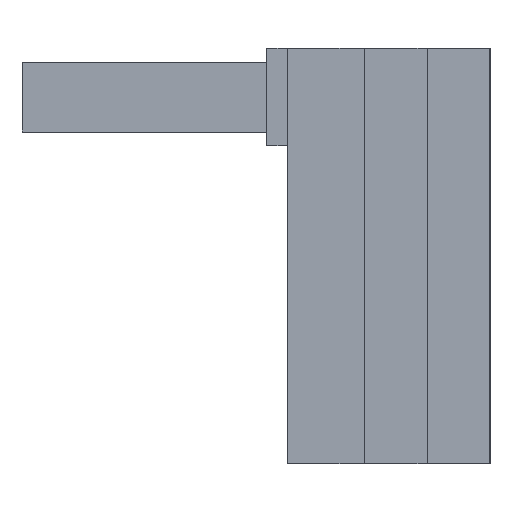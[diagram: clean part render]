
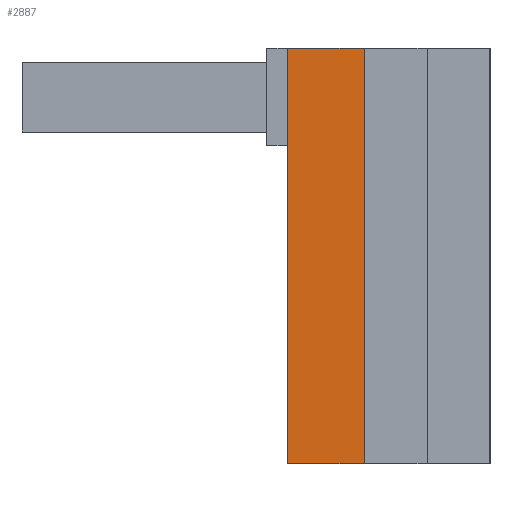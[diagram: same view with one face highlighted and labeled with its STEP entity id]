
A CAD part, left-side view. The second image highlights one B-rep face of the part: STEP entity #2887.
In plain terms, the highlighted planar face has unit normal (-1, 0, 0).
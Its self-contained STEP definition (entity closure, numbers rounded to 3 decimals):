
#2752=CARTESIAN_POINT('',(0.0,0.0,0.0));
#2753=VERTEX_POINT('',#2752);
#2760=CARTESIAN_POINT('',(0.0,-55.0,0.0));
#2761=VERTEX_POINT('',#2760);
#2762=CARTESIAN_POINT('',(0.0,-55.0,0.0));
#2763=DIRECTION('',(0.0,1.0,0.0));
#2764=VECTOR('',#2763,55.0);
#2765=LINE('',#2762,#2764);
#2766=EDGE_CURVE('',#2761,#2753,#2765,.T.);
#2846=CARTESIAN_POINT('',(0.0,-55.0,-297.5));
#2847=VERTEX_POINT('',#2846);
#2848=CARTESIAN_POINT('',(0.0,-55.0,-297.5));
#2849=DIRECTION('',(0.0,0.0,1.0));
#2850=VECTOR('',#2849,297.5);
#2851=LINE('',#2848,#2850);
#2852=EDGE_CURVE('',#2847,#2761,#2851,.T.);
#2864=CARTESIAN_POINT('',(0.0,-55.0,-297.5));
#2865=DIRECTION('',(-1.0,0.0,0.0));
#2866=DIRECTION('',(0.0,0.0,1.0));
#2867=AXIS2_PLACEMENT_3D('',#2864,#2865,#2866);
#2868=PLANE('',#2867);
#2869=CARTESIAN_POINT('',(0.0,0.0,-297.5));
#2870=VERTEX_POINT('',#2869);
#2871=CARTESIAN_POINT('',(0.0,0.0,-297.5));
#2872=DIRECTION('',(0.0,0.0,1.0));
#2873=VECTOR('',#2872,297.5);
#2874=LINE('',#2871,#2873);
#2875=EDGE_CURVE('',#2870,#2753,#2874,.T.);
#2876=ORIENTED_EDGE('',*,*,#2875,.F.);
#2877=CARTESIAN_POINT('',(0.0,-55.0,-297.5));
#2878=DIRECTION('',(0.0,1.0,0.0));
#2879=VECTOR('',#2878,55.0);
#2880=LINE('',#2877,#2879);
#2881=EDGE_CURVE('',#2847,#2870,#2880,.T.);
#2882=ORIENTED_EDGE('',*,*,#2881,.F.);
#2883=ORIENTED_EDGE('',*,*,#2852,.T.);
#2884=ORIENTED_EDGE('',*,*,#2766,.T.);
#2885=EDGE_LOOP('',(#2876,#2882,#2883,#2884));
#2886=FACE_OUTER_BOUND('',#2885,.T.);
#2887=ADVANCED_FACE('',(#2886),#2868,.T.);
